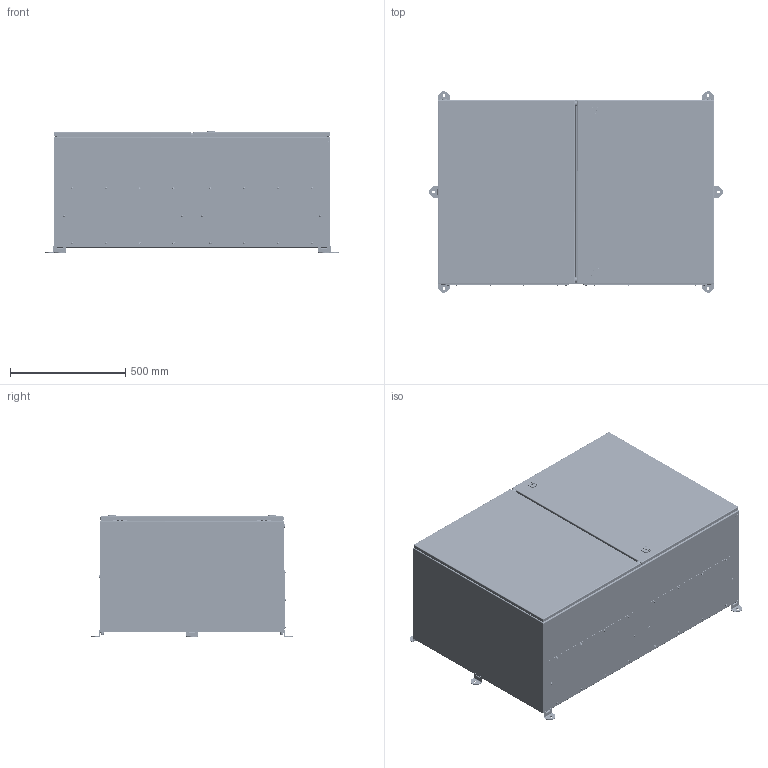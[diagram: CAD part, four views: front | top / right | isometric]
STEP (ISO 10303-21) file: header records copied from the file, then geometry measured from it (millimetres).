
FILE_DESCRIPTION (( 'STEP AP214' ), '1' );
FILE_NAME ('31.120.080.50.STEP', '2025-11-27T04:43:44', ( '' ), ( '' ), 'SwSTEP 2.0', 'SolidWorks 2021', '' );
FILE_SCHEMA (( 'AUTOMOTIVE_DESIGN' ));
Length unit declared in the file: millimetre
Products named in the file (46): Çàêëåïêà ðåçüáîâàÿ Ì8 ãëóõàÿ øåñòèãðàííàÿ ñ óìåíüøåííûì áîðòîì; ﾇ瑟鶴 湜跫韜; Äâåðíîé ïðîôèëü ÌÊ 20 Í800; Ñèëèêîíîâàÿ çàãëóøêà çàçåìëåíèÿ D12; 31.120.000.30-03 捘; Ãàñêåòèíã êðûøêè W600D300; Çàêëåïêà ðåçüáîâàÿ Ì6 øåñòèãðàííàÿ ñ óìåíüøåííûì áîðòîì; Øïèëüêà ïðèâàðíàÿ Ì8õ25; 31.120.080.00-01-01 捘; 31.120.080.00-01-02 Äâåðü ëåâàÿ; 31.120.080.00-01-01 Äâåðü ïðàâàÿ; Âèíò Ì4; Êîðïóñ ñ ëîãîòèïîì; 剒蜲錪; 31.120.080.50; 妈眚 DIN 912-󋔊0-Zn; 10.000.080.00-06; Âèíò DIN 967 Ì5õ16 ñ ïîëóêðóãëîé ãîëîâêîé ñ êðåñòîîáðàçíûì øëèöåì; Çàìîê âåðõíèé; Çàêëåïêà ðåçüáîâàÿ Ì5 øåñòèãðàííàÿ ñ óìåíüøåííûì áîðòîì; Âòóëêà øàðíèðà; Øàðíèð âíåøíÿÿ ÷àñòü; 31.000.080.50-08 捘; Ëè÷èíêà; Ñêîáà; Øàðíèð ïðèâàðíàÿ ÷àñòü; Ãàñêåòèíã äâåðè 1200õ800; Øïèëüêà ïðèâàðíàÿ Ì6õ16; çóá÷àòàÿ øàéáà; 31.000.080.50-08 Áîêîâàÿ ñòåíêà; 31.120.080.00-04 捘; Ïðîñòàâêà Ì8; 31.120.080.00-01-02 捘; Óïëîòíèòåëü äâóñòâîð÷àòûõ äâåðåé; Øàðíèð îòâåòíàÿ ÷àñòü; Øàéáà îöèíêîâàííàÿ Ì8; 31.120.080.00-04 Ìîíòàæíàÿ ïàíåëü; Ãàéêà Ì6 äëÿ øïèëüêè; Ëåíòà óïëîòíèòåëüíàÿ Í800; 鎔艜 ...
Assembly tree (176 placements, depth 4):
  31.120.080.50
    31.120.080.50-02 捘
      31.120.080.50-02 扻豵鵨
      Øïèëüêà ïðèâàðíàÿ Ì8õ25  x6
      Çàêëåïêà ðåçüáîâàÿ Ì8 ãëóõàÿ øåñòèãðàííàÿ ñ óìåíüøåííûì áîðòîì  x6
      Çàêëåïêà ðåçüáîâàÿ Ì5 øåñòèãðàííàÿ ñ óìåíüøåííûì áîðòîì  x20
    31.000.080.50-08 捘  x2
      31.000.080.50-08 Áîêîâàÿ ñòåíêà
      Øïèëüêà ïðèâàðíàÿ Ì6õ16
    Øàðíèð âíåøíÿÿ ÷àñòü  x4
    Øàðíèð îòâåòíàÿ ÷àñòü  x4
    Âèíò Ì4  x8
    Âòóëêà øàðíèðà  x4
    31.120.080.00-01-01 捘
      31.120.080.00-01-01 Äâåðü ïðàâàÿ
      10.000.080.00-06  x2
      Øïèëüêà ïðèâàðíàÿ Ì6õ16  x2
      Øàðíèð ïðèâàðíàÿ ÷àñòü  x2
      Ãàñêåòèíã äâåðè 1200õ800
      Çàìîê âåðõíèé
        Êîðïóñ ñ ëîãîòèïîì
        Ëè÷èíêà
        剒蜲錪
        Ñêîáà
        Óïëîòíèòåëü
        鎔艜
      ﾇ瑟鶴 湜跫韜
        Êîðïóñ ñ ëîãîòèïîì
        Ëè÷èíêà
        剒蜲錪
        Ñêîáà
        Óïëîòíèòåëü
        鎔艜
    31.120.000.30-03 捘  x2
      31.120.000.30-03 Êðûøêà
      Ãàñêåòèíã êðûøêè W600D300
    Âèíò DIN 967 Ì5õ16 ñ ïîëóêðóãëîé ãîëîâêîé ñ êðåñòîîáðàçíûì øëèöåì  x20
    31.120.080.00-04 捘
      31.120.080.00-04 Ìîíòàæíàÿ ïàíåëü
      Çàêëåïêà ðåçüáîâàÿ Ì6 øåñòèãðàííàÿ ñ óìåíüøåííûì áîðòîì  x4
    Ïðîñòàâêà Ì8  x6
    妈眚 DIN 912-󋔊0-Zn  x6
    Íàñòåííîå êðåïëåíèå  x6
    Ñèëèêîíîâàÿ çàãëóøêà çàçåìëåíèÿ D12  x3
    Øàéáà îöèíêîâàííàÿ Ì8  x6
    31.120.080.00-01-02 捘
      31.120.080.00-01-02 Äâåðü ëåâàÿ
      10.000.080.00-06  x2
      Øïèëüêà ïðèâàðíàÿ Ì6õ16  x2
      Øàðíèð ïðèâàðíàÿ ÷àñòü  x2
      Ëåíòà óïëîòíèòåëüíàÿ Í800  x2
      Ãàñêåòèíã äâåðè 1200õ800
    Óïëîòíèòåëü äâóñòâîð÷àòûõ äâåðåé  x2
    çóá÷àòàÿ øàéáà  x4
    M8DIN6923.step  x6
    Äâåðíîé ïðîôèëü ÌÊ 20 Í800  x4
    Ãàéêà Ì6 äëÿ øïèëüêè  x8
Bounding box: 1274.84 x 874.84 x 529.7 mm (x, y, z)
Volume: 8230943.5 mm3; surface area: 11048236.7 mm2
Topology: 172 solids, 173 shells, 8702 faces, 22478 edges, 14288 vertices
Faces by surface type: plane 4188, cylinder 3442, cone 470, bspline 286, torus 276, sphere 40
Entity records: 94133 total; most frequent: CARTESIAN_POINT 31553, ORIENTED_EDGE 12124, DIRECTION 11401, EDGE_CURVE 6062, VECTOR 4059, LINE 4059, VERTEX_POINT 3855, AXIS2_PLACEMENT_3D 3671
